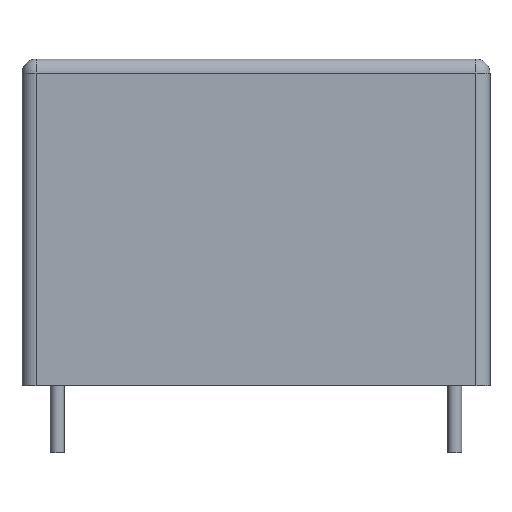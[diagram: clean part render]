
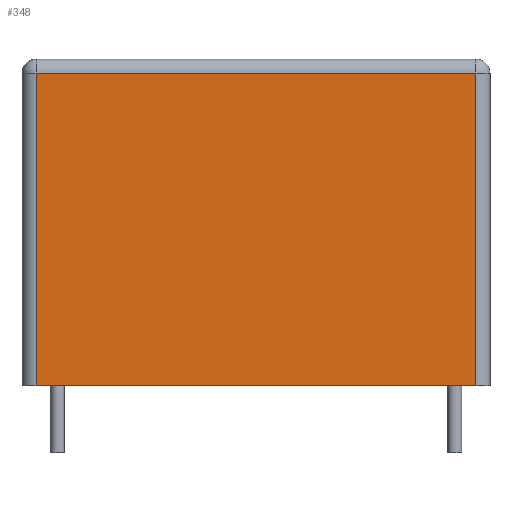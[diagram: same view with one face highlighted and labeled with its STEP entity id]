
A CAD part, front view. The second image highlights one B-rep face of the part: STEP entity #348.
In plain terms, the highlighted planar face has unit normal (0, -1, 0).
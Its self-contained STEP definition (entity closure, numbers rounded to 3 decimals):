
#152=CARTESIAN_POINT('',(12.45,-4.25,17.7));
#153=VERTEX_POINT('',#152);
#169=CARTESIAN_POINT('',(-12.45,-4.25,17.7));
#170=VERTEX_POINT('',#169);
#178=CARTESIAN_POINT('',(-12.45,-4.25,17.7));
#179=DIRECTION('',(1.0,0.0,0.0));
#180=VECTOR('',#179,24.9);
#181=LINE('',#178,#180);
#182=EDGE_CURVE('',#170,#153,#181,.T.);
#299=CARTESIAN_POINT('',(12.45,-4.25,0.0));
#300=VERTEX_POINT('',#299);
#301=CARTESIAN_POINT('',(12.45,-4.25,0.0));
#302=DIRECTION('',(0.0,0.0,1.0));
#303=VECTOR('',#302,17.7);
#304=LINE('',#301,#303);
#305=EDGE_CURVE('',#300,#153,#304,.T.);
#325=CARTESIAN_POINT('',(12.45,-4.25,0.0));
#326=DIRECTION('',(0.0,-1.0,0.0));
#327=DIRECTION('',(0.0,0.0,-1.0));
#328=AXIS2_PLACEMENT_3D('',#325,#326,#327);
#329=PLANE('',#328);
#330=ORIENTED_EDGE('',*,*,#182,.F.);
#331=CARTESIAN_POINT('',(-12.45,-4.25,0.0));
#332=VERTEX_POINT('',#331);
#333=CARTESIAN_POINT('',(-12.45,-4.25,0.0));
#334=DIRECTION('',(0.0,0.0,1.0));
#335=VECTOR('',#334,17.7);
#336=LINE('',#333,#335);
#337=EDGE_CURVE('',#332,#170,#336,.T.);
#338=ORIENTED_EDGE('',*,*,#337,.F.);
#339=CARTESIAN_POINT('',(12.45,-4.25,0.0));
#340=DIRECTION('',(-1.0,0.0,0.0));
#341=VECTOR('',#340,24.9);
#342=LINE('',#339,#341);
#343=EDGE_CURVE('',#300,#332,#342,.T.);
#344=ORIENTED_EDGE('',*,*,#343,.F.);
#345=ORIENTED_EDGE('',*,*,#305,.T.);
#346=EDGE_LOOP('',(#330,#338,#344,#345));
#347=FACE_OUTER_BOUND('',#346,.T.);
#348=ADVANCED_FACE('',(#347),#329,.T.);
